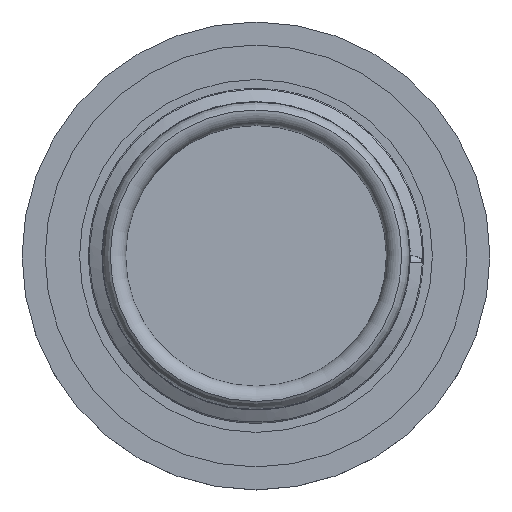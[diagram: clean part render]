
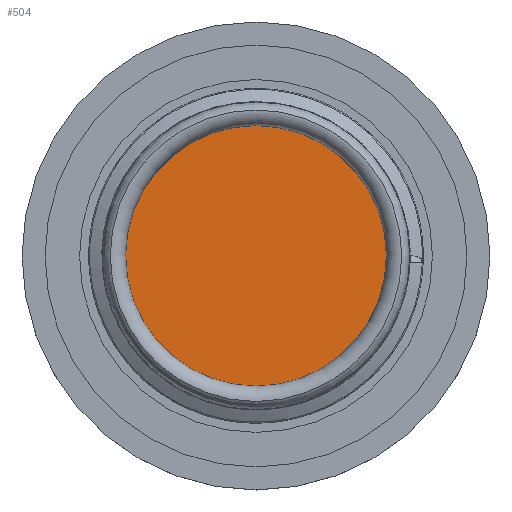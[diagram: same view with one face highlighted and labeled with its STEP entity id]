
A CAD part, top view. The second image highlights one B-rep face of the part: STEP entity #504.
In plain terms, the highlighted planar face has unit normal (0, 0, 1).
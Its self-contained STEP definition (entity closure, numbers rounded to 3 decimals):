
#41=PLANE('',#558);
#52=CIRCLE('',#534,17.);
#104=FACE_OUTER_BOUND('',#140,.T.);
#140=EDGE_LOOP('',(#455));
#215=VERTEX_POINT('',#744);
#263=EDGE_CURVE('',#215,#215,#52,.T.);
#455=ORIENTED_EDGE('',*,*,#263,.F.);
#504=ADVANCED_FACE('',(#104),#41,.T.);
#534=AXIS2_PLACEMENT_3D('',#745,#593,#594);
#558=AXIS2_PLACEMENT_3D('',#3061,#644,#645);
#593=DIRECTION('center_axis',(0.,0.,-1.));
#594=DIRECTION('ref_axis',(1.,0.,0.));
#644=DIRECTION('center_axis',(0.,0.,1.));
#645=DIRECTION('ref_axis',(1.,0.,0.));
#744=CARTESIAN_POINT('',(17.,0.,3.));
#745=CARTESIAN_POINT('Origin',(0.,0.,3.));
#3061=CARTESIAN_POINT('Origin',(-17.,0.,3.));
